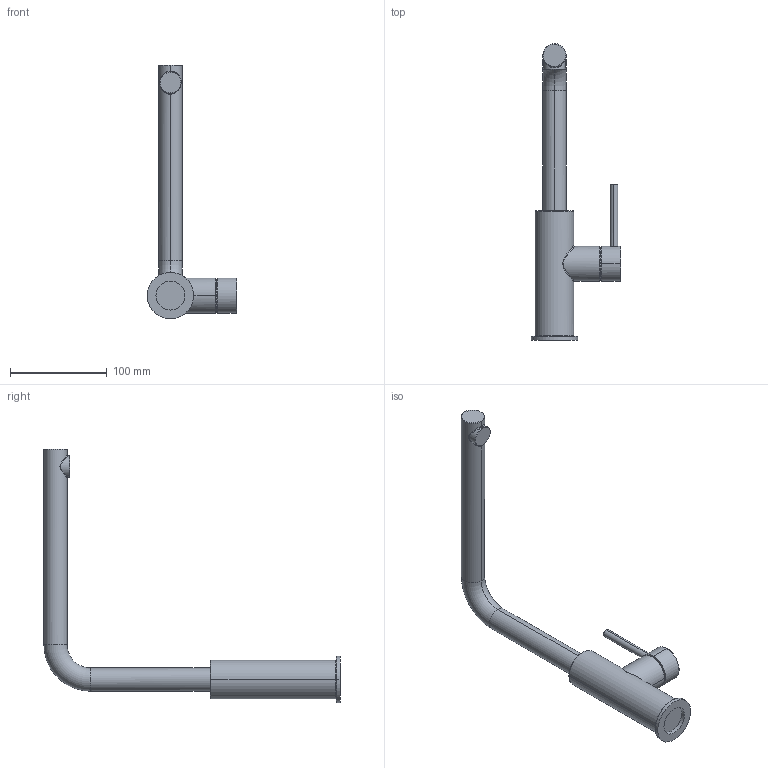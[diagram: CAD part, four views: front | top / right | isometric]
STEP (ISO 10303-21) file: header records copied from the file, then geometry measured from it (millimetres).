
FILE_DESCRIPTION(('STEP AP242'),'1');
FILE_NAME('Namor 3.STP','2024-04-12T09:56:40',(' '),(' '),'Spatial InterOp 3D',' ',' ');
FILE_SCHEMA(('AP242_MANAGED_MODEL_BASED_3D_ENGINEERING_MIM_LF {1 0 10303 442 1 1 4}'));
Length unit declared in the file: millimetre
Products named in the file (2): Namor 3; ASSEM1
Assembly tree (1 placements, depth 2):
  Namor 3
    ASSEM1
Bounding box: 92.51 x 306 x 262 mm (x, y, z)
Volume: 396088.5 mm3; surface area: 59390.8 mm2
Topology: 1 solids, 8 shells, 91 faces, 241 edges, 166 vertices
Faces by surface type: torus 42, cylinder 20, plane 18, bspline 6, cone 3, sphere 2
Entity records: 4074 total; most frequent: CARTESIAN_POINT 1733, DIRECTION 542, ORIENTED_EDGE 434, AXIS2_PLACEMENT_3D 242, EDGE_CURVE 241, VERTEX_POINT 166, CIRCLE 155, EDGE_LOOP 97
